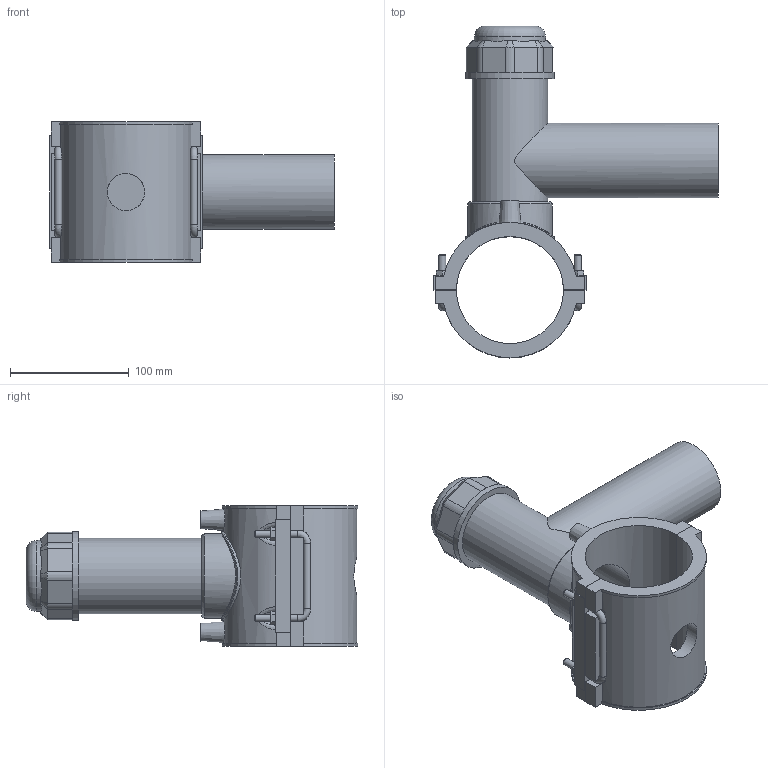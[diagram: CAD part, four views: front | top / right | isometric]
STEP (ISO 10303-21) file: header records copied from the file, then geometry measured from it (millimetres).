
FILE_DESCRIPTION(/* description */ ('PLASSON TAPPING SADDLE 90x63'),/* implementation_level */ '2;1');
FILE_NAME(/* name */ '496304090063.ipt.stp',/* time_stamp */ '2018-05-02T16:15:49+03:00',/* author */ ('KIM'),/* organization */ (''),/* preprocessor_version */ 'ST-DEVELOPER v15.6',/* originating_system */ 'Autodesk Inventor 2015',/* authorisation */ '');
FILE_SCHEMA (('AUTOMOTIVE_DESIGN { 1 0 10303 214 3 1 1 }'));
Length unit declared in the file: millimetre
Products named in the file (1): 496304090063
Bounding box: 239 x 278.92 x 118 mm (x, y, z)
Volume: 888491.7 mm3; surface area: 212576.1 mm2
Topology: 1 solids, 3 shells, 212 faces, 532 edges, 343 vertices
Faces by surface type: plane 126, cylinder 57, cone 15, torus 9, bspline 5
Full cylindrical faces by diameter (mm): 4 x2, 6 x8, 10 x2, 31.36 x1, 50.4 x1, 52.29 x1, 59.76 x1, 63 x1, 63.495 x1, 70.965 x1, 74.7 x2
Entity records: 7528 total; most frequent: CARTESIAN_POINT 2540, ORIENTED_EDGE 1024, DIRECTION 987, EDGE_CURVE 502, AXIS2_PLACEMENT_3D 344, VERTEX_POINT 338, LINE 299, VECTOR 299
